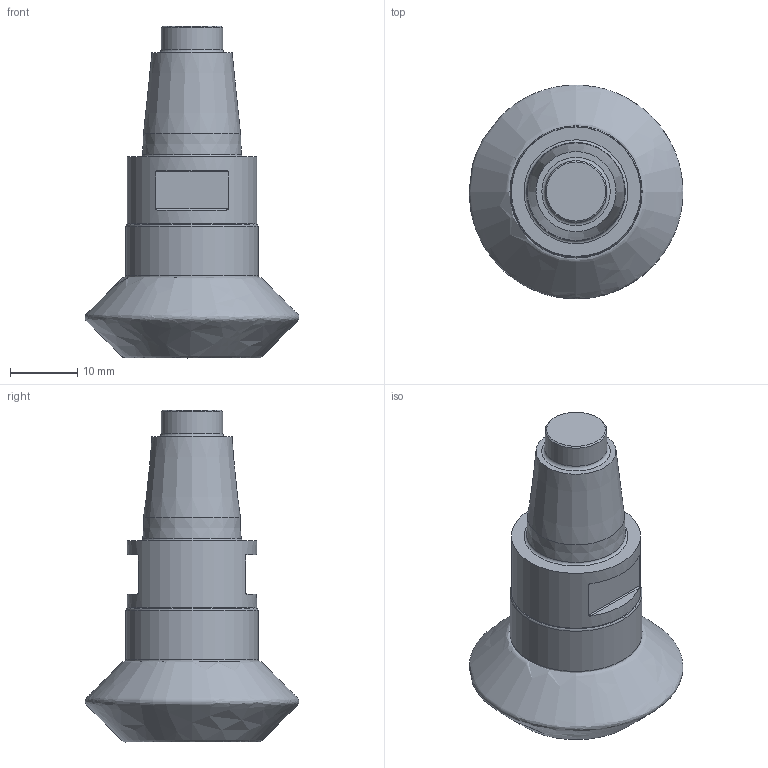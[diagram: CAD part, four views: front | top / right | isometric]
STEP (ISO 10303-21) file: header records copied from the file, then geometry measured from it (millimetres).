
FILE_DESCRIPTION(/* description */ (''),/* implementation_level */ '2;1');
FILE_NAME(/* name */ '1562213395020.stp',/* time_stamp */ '2019-07-04T09:40:06+05:00',/* author */ (''),/* organization */ ('SMS'),/* preprocessor_version */ 'ST-DEVELOPER v15',/* originating_system */ 'SIEMENS PLM Software NX 8.5',/* authorisation */ '');
FILE_SCHEMA (('AUTOMOTIVE_DESIGN { 1 0 10303 214 3 1 1 1 }'));
Length unit declared in the file: millimetre
Products named in the file (4): 202415306mod000_00; ASSEMBLY_CONSTRUCTION; 202432670mod000_00; 202432669mod000_00
Assembly tree (3 placements, depth 2):
  202432669mod000_00
    202432670mod000_00
    ASSEMBLY_CONSTRUCTION
    202415306mod000_00
Bounding box: 31.9 x 31.89 x 49.5 mm (x, y, z)
Volume: 18528.3 mm3; surface area: 5864.9 mm2
Topology: 2 solids, 2 shells, 34 faces, 72 edges, 60 vertices
Faces by surface type: plane 11, torus 8, cone 7, cylinder 7, bspline 1
Full cylindrical faces by diameter (mm): 9.2 x1, 19.3 x1, 19.705 x1
Entity records: 4385 total; most frequent: CARTESIAN_POINT 3536, DIRECTION 156, ORIENTED_EDGE 92, AXIS2_PLACEMENT_3D 72, EDGE_LOOP 56, EDGE_CURVE 46, FACE_BOUND 45, VERTEX_POINT 39
